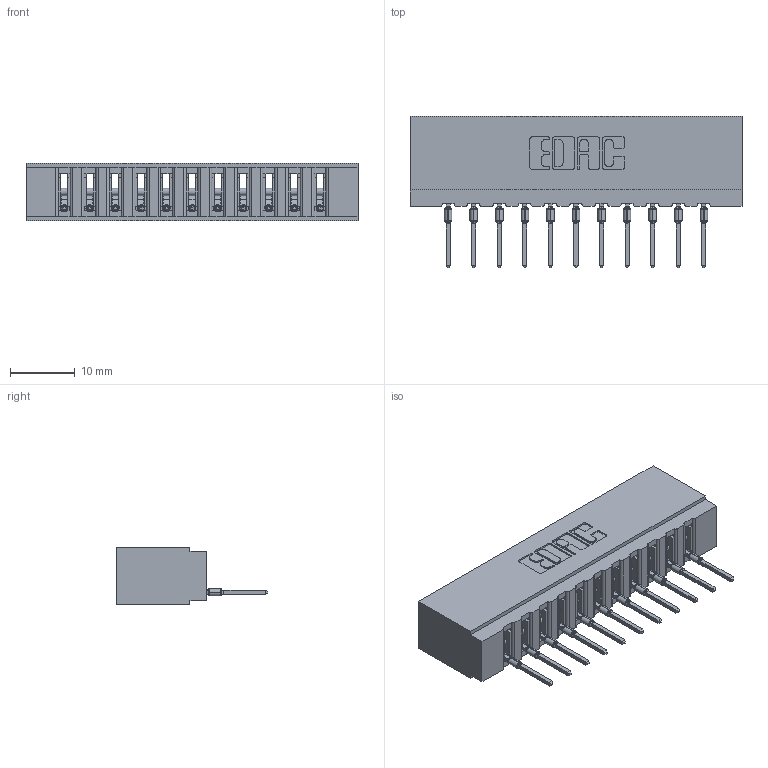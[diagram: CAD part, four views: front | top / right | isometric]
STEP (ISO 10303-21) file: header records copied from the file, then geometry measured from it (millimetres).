
FILE_DESCRIPTION (( 'STEP AP203' ), '1' );
FILE_NAME ('717-011-522-101.STEP', '2026-02-20T20:08:35', ( '' ), ( '' ), 'SwSTEP 2.0', 'SolidWorks 2023', '' );
FILE_SCHEMA (( 'CONFIG_CONTROL_DESIGN' ));
Length unit declared in the file: millimetre
Products named in the file (3): 717 Part_Insulator Option - 06; 717-011-522-101; 745-292-001_522
Assembly tree (12 placements, depth 2):
  717-011-522-101
    717 Part_Insulator Option - 06
    745-292-001_522  x11
Bounding box: 51.46 x 23.48 x 8.89 mm (x, y, z)
Volume: 4491.1 mm3; surface area: 5996 mm2
Topology: 12 solids, 12 shells, 1337 faces, 3672 edges, 2322 vertices
Faces by surface type: plane 802, cylinder 249, bspline 220, torus 66
Entity records: 22693 total; most frequent: CARTESIAN_POINT 4500, ORIENTED_EDGE 3884, DIRECTION 3398, EDGE_CURVE 1942, VECTOR 1694, LINE 1694, VERTEX_POINT 1242, AXIS2_PLACEMENT_3D 852
